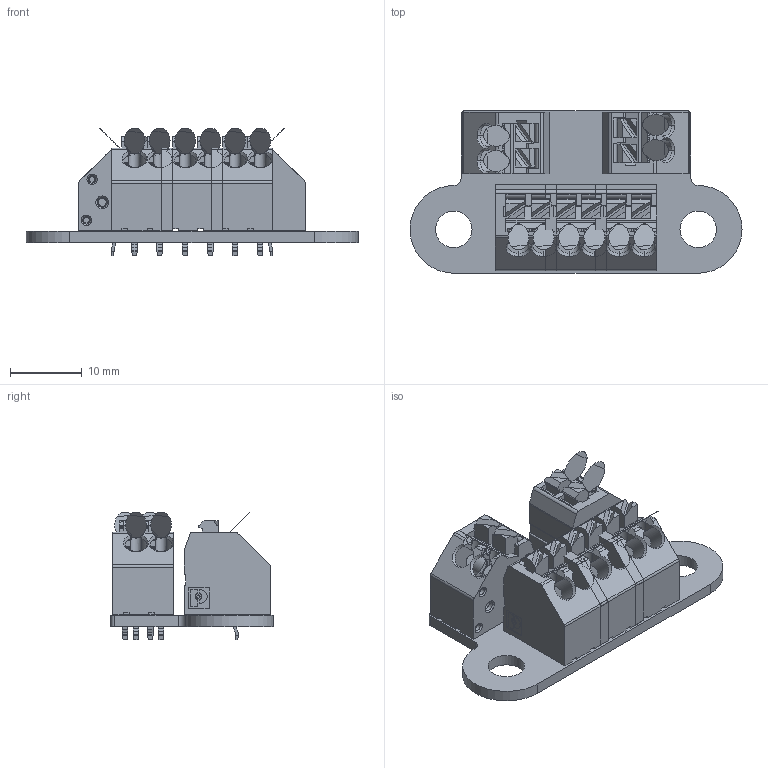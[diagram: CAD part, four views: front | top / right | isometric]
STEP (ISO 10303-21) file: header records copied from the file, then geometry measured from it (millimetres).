
FILE_DESCRIPTION(('KiCad electronic assembly'),'2;1');
FILE_NAME('CANJunction.step','2021-12-10T08:29:53',('An Author'),( 'A Company'),'Open CASCADE STEP processor 7.5', 'KiCad to STEP converter','Unknown');
FILE_SCHEMA(('AUTOMOTIVE_DESIGN { 1 0 10303 214 1 1 1 1 }'));
Length unit declared in the file: millimetre
Products named in the file (4): Open CASCADE STEP translator 7.5 1; pxc_1984963_04_PTSA-1-5-2-3-5-F_3D; COMPOUND
Assembly tree (7 placements, depth 3):
  Open CASCADE STEP translator 7.5 1
    pxc_1984963_04_PTSA-1-5-2-3-5-F_3D  x5
      COMPOUND
    COMPOUND
Bounding box: 46.2 x 22.6 x 17.77 mm (x, y, z)
Volume: 1276.4 mm3; surface area: 6382.2 mm2
Topology: 1 solids, 6 shells, 1459 faces, 3976 edges, 2554 vertices
Faces by surface type: plane 786, cylinder 483, cone 190
Full cylindrical faces by diameter (mm): 1.3 x20, 5.08 x2
Entity records: 25237 total; most frequent: CARTESIAN_POINT 7588, DIRECTION 3405, LINE 1952, VECTOR 1952, ORIENTED_EDGE 1720, PCURVE 1720, DEFINITIONAL_REPRESENTATION 1720, EDGE_CURVE 860
